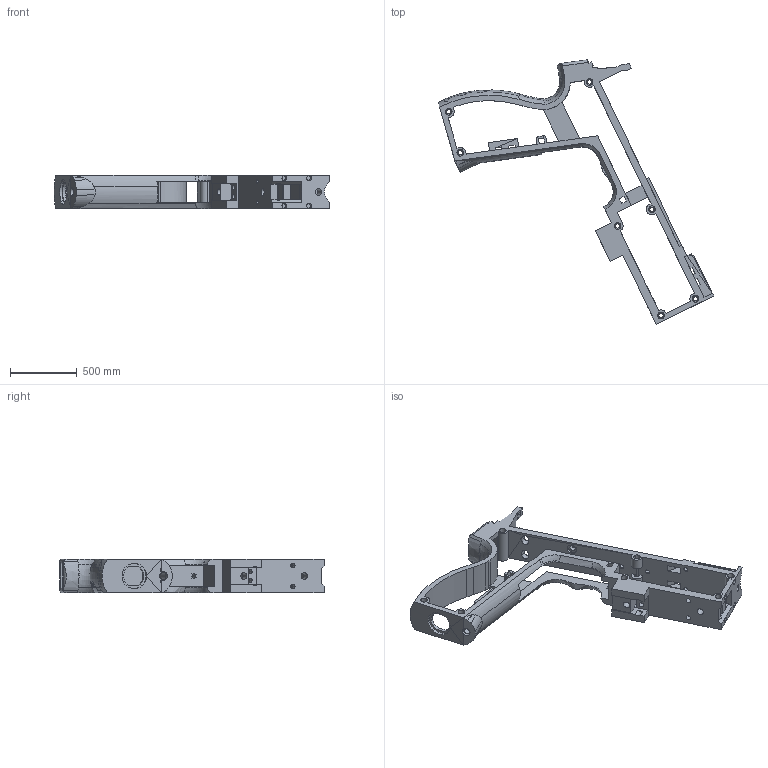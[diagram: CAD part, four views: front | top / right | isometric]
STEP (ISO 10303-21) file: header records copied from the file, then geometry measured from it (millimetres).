
FILE_DESCRIPTION(/* description */ (''),/* implementation_level */ '2;1');
FILE_NAME(/* name */ 'IMPUGNATURA.step',/* time_stamp */ '2025-08-19T22:07:17+02:00',/* author */ (''),/* organization */ (''),/* preprocessor_version */ 'ST-DEVELOPER v20.1',/* originating_system */ 'Autodesk Translation Framework v14.10.0.0',/* authorisation */ '');
FILE_SCHEMA (('AUTOMOTIVE_DESIGN { 1 0 10303 214 3 1 1 }'));
Length unit declared in the file: millimetre
Products named in the file (1): 2025-08-19-21-57-35-177
Bounding box: 2057.82 x 1972.81 x 252 mm (x, y, z)
Surface area: 5033762 mm2 (no closed solid volume)
Topology: 0 solids, 1 shells, 487 faces, 1385 edges, 882 vertices
Faces by surface type: plane 327, cylinder 106, cone 37, torus 15, bspline 2
Full cylindrical faces by diameter (mm): 20 x2, 24 x4, 32 x7, 35 x6, 40 x4, 42 x2, 50 x18, 52 x1, 60 x1, 74 x2, 190 x1
Entity records: 18727 total; most frequent: CARTESIAN_POINT 6033, ORIENTED_EDGE 2752, DIRECTION 2489, EDGE_CURVE 1383, VERTEX_POINT 882, LINE 881, VECTOR 881, AXIS2_PLACEMENT_3D 804
